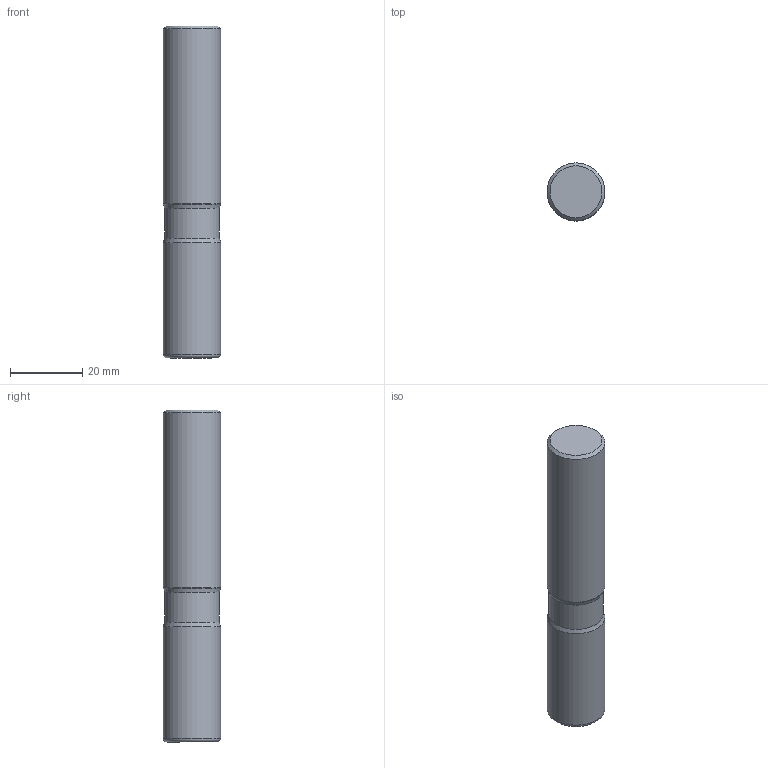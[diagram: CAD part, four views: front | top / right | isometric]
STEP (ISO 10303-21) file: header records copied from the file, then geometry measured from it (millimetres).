
FILE_DESCRIPTION(('STEP'), '1');
FILE_NAME('MOD000000000000000020084595000000.stp', '2019-01-02T12:09:02', (''), (''), 'Express v3.0.0.0', 'Express Tool', 'Unknown');
FILE_SCHEMA(('AUTOMOTIVE_DESIGN'));
Length unit declared in the file: millimetre
Products named in the file (1): R216.24-16050CCC32P-634153041902961519-1
Bounding box: 16 x 16 x 92 mm (x, y, z)
Volume: 18269 mm3; surface area: 5373.9 mm2
Topology: 2 solids, 2 shells, 12 faces, 33 edges, 26 vertices
Faces by surface type: bspline 12
Entity records: 773 total; most frequent: CARTESIAN_POINT 416, DIRECTION 63, ORIENTED_EDGE 56, EDGE_CURVE 28, AXIS2_PLACEMENT_3D 27, CIRCLE 24, VERTEX_POINT 20, ADVANCED_FACE 12
